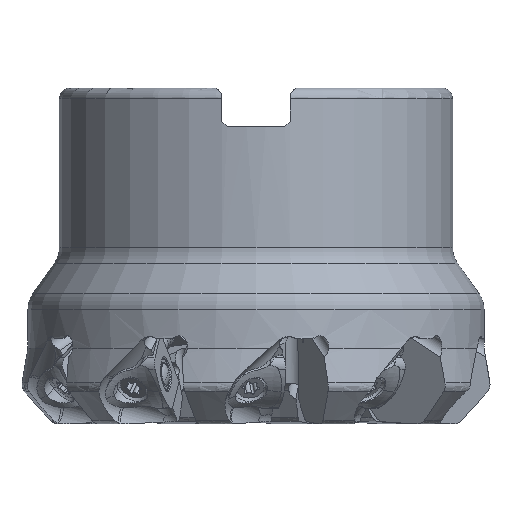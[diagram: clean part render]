
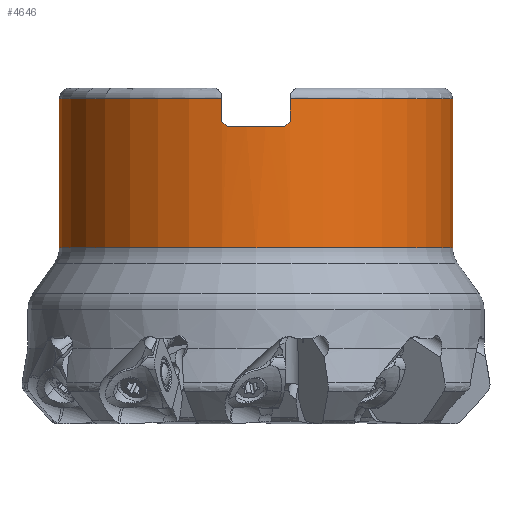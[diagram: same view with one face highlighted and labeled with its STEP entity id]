
A CAD part, front view. The second image highlights one B-rep face of the part: STEP entity #4646.
In plain terms, the highlighted cylindrical face has radius 36.5 mm (diameter 73 mm), a partial arc.
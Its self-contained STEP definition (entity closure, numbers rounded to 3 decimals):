
#1010=CYLINDRICAL_SURFACE('',#28657,36.5);
#1886=LINE('',#42390,#3264);
#1902=LINE('',#42603,#3280);
#1906=LINE('',#42627,#3284);
#1907=LINE('',#42631,#3285);
#3264=VECTOR('',#32369,1.);
#3280=VECTOR('',#32437,1.);
#3284=VECTOR('',#32455,1.);
#3285=VECTOR('',#32458,1.);
#4646=ADVANCED_FACE('',(#6531),#1010,.T.);
#6531=FACE_OUTER_BOUND('',#8085,.T.);
#8085=EDGE_LOOP('',(#11766,#11767,#11768,#11769,#11770,#11771,#11772,#11773,
#11774,#11775,#11776));
#9757=CIRCLE('',#28650,36.5);
#9758=CIRCLE('',#28653,36.5);
#9759=CIRCLE('',#28654,36.5);
#9760=CIRCLE('',#28655,36.5);
#9761=CIRCLE('',#28656,36.5);
#11766=ORIENTED_EDGE('',*,*,#22920,.F.);
#11767=ORIENTED_EDGE('',*,*,#22921,.F.);
#11768=ORIENTED_EDGE('',*,*,#22922,.F.);
#11769=ORIENTED_EDGE('',*,*,#22923,.T.);
#11770=ORIENTED_EDGE('',*,*,#22924,.F.);
#11771=ORIENTED_EDGE('',*,*,#22925,.F.);
#11772=ORIENTED_EDGE('',*,*,#22865,.F.);
#11773=ORIENTED_EDGE('',*,*,#22919,.T.);
#11774=ORIENTED_EDGE('',*,*,#22917,.T.);
#11775=ORIENTED_EDGE('',*,*,#22915,.F.);
#11776=ORIENTED_EDGE('',*,*,#22913,.F.);
#20033=VERTEX_POINT('',#42389);
#20034=VERTEX_POINT('',#42391);
#20068=VERTEX_POINT('',#42602);
#20069=VERTEX_POINT('',#42604);
#20070=VERTEX_POINT('',#42611);
#20071=VERTEX_POINT('',#42615);
#20072=VERTEX_POINT('',#42624);
#20073=VERTEX_POINT('',#42626);
#20074=VERTEX_POINT('',#42628);
#20075=VERTEX_POINT('',#42630);
#20076=VERTEX_POINT('',#42632);
#22865=EDGE_CURVE('',#20033,#20034,#1886,.T.);
#22913=EDGE_CURVE('',#20068,#20069,#1902,.T.);
#22915=EDGE_CURVE('',#20069,#20070,#26943,.T.);
#22917=EDGE_CURVE('',#20071,#20070,#9757,.T.);
#22919=EDGE_CURVE('',#20033,#20071,#26944,.T.);
#22920=EDGE_CURVE('',#20072,#20068,#9758,.T.);
#22921=EDGE_CURVE('',#20073,#20072,#9759,.T.);
#22922=EDGE_CURVE('',#20074,#20073,#1906,.T.);
#22923=EDGE_CURVE('',#20074,#20075,#9760,.T.);
#22924=EDGE_CURVE('',#20076,#20075,#1907,.T.);
#22925=EDGE_CURVE('',#20034,#20076,#9761,.T.);
#26943=B_SPLINE_CURVE_WITH_KNOTS('',3,(#42607,#42608,#42609,#42610),
 .UNSPECIFIED.,.F.,.F.,(4,4),(0.,1.),.UNSPECIFIED.);
#26944=B_SPLINE_CURVE_WITH_KNOTS('',3,(#42618,#42619,#42620,#42621),
 .UNSPECIFIED.,.F.,.F.,(4,4),(0.,1.),.UNSPECIFIED.);
#28650=AXIS2_PLACEMENT_3D('',#42614,#32444,#32445);
#28653=AXIS2_PLACEMENT_3D('',#42623,#32451,#32452);
#28654=AXIS2_PLACEMENT_3D('',#42625,#32453,#32454);
#28655=AXIS2_PLACEMENT_3D('',#42629,#32456,#32457);
#28656=AXIS2_PLACEMENT_3D('',#42633,#32459,#32460);
#28657=AXIS2_PLACEMENT_3D('',#42634,#32461,#32462);
#32369=DIRECTION('',(0.,0.,1.));
#32437=DIRECTION('',(0.,0.,-1.));
#32444=DIRECTION('',(0.,0.,-1.));
#32445=DIRECTION('',(0.147,-0.989,0.));
#32451=DIRECTION('',(0.,0.,1.));
#32452=DIRECTION('',(-1.,0.,0.));
#32453=DIRECTION('',(0.,0.,1.));
#32454=DIRECTION('',(-1.,0.,0.));
#32455=DIRECTION('',(0.,0.,1.));
#32456=DIRECTION('',(0.,0.,1.));
#32457=DIRECTION('',(-1.,0.,0.));
#32458=DIRECTION('',(0.,0.,-1.));
#32459=DIRECTION('',(0.,0.,1.));
#32460=DIRECTION('',(0.174,-0.985,0.));
#32461=DIRECTION('',(0.,0.,-1.));
#32462=DIRECTION('',(-1.,0.,0.));
#42389=CARTESIAN_POINT('',(6.35,-35.943,-6.14));
#42390=CARTESIAN_POINT('',(6.35,-35.943,-6.14));
#42391=CARTESIAN_POINT('',(6.35,-35.943,-2.));
#42602=CARTESIAN_POINT('',(-6.35,-35.943,-2.));
#42603=CARTESIAN_POINT('',(-6.35,-35.943,-2.));
#42604=CARTESIAN_POINT('',(-6.35,-35.943,-6.14));
#42607=CARTESIAN_POINT('',(-6.35,-35.943,-6.14));
#42608=CARTESIAN_POINT('',(-6.017,-36.002,-6.473));
#42609=CARTESIAN_POINT('',(-5.684,-36.056,-6.806));
#42610=CARTESIAN_POINT('',(-5.35,-36.106,-7.14));
#42611=CARTESIAN_POINT('',(-5.35,-36.106,-7.14));
#42614=CARTESIAN_POINT('',(0.,0.,-7.14));
#42615=CARTESIAN_POINT('',(5.35,-36.106,-7.14));
#42618=CARTESIAN_POINT('',(6.35,-35.943,-6.14));
#42619=CARTESIAN_POINT('',(6.017,-36.002,-6.473));
#42620=CARTESIAN_POINT('',(5.684,-36.056,-6.806));
#42621=CARTESIAN_POINT('',(5.35,-36.106,-7.14));
#42623=CARTESIAN_POINT('',(0.,0.,-2.));
#42624=CARTESIAN_POINT('',(-36.5,-0.016,-2.));
#42625=CARTESIAN_POINT('',(0.,0.,-2.));
#42626=CARTESIAN_POINT('',(-36.5,0.,-2.));
#42627=CARTESIAN_POINT('',(-36.5,0.,-29.604));
#42628=CARTESIAN_POINT('',(-36.5,0.,-29.604));
#42629=CARTESIAN_POINT('',(0.,0.,-29.604));
#42630=CARTESIAN_POINT('',(36.5,0.,-29.604));
#42631=CARTESIAN_POINT('',(36.5,0.,-2.));
#42632=CARTESIAN_POINT('',(36.5,0.,-2.));
#42633=CARTESIAN_POINT('',(0.,0.,-2.));
#42634=CARTESIAN_POINT('',(0.,0.,-1.448));
